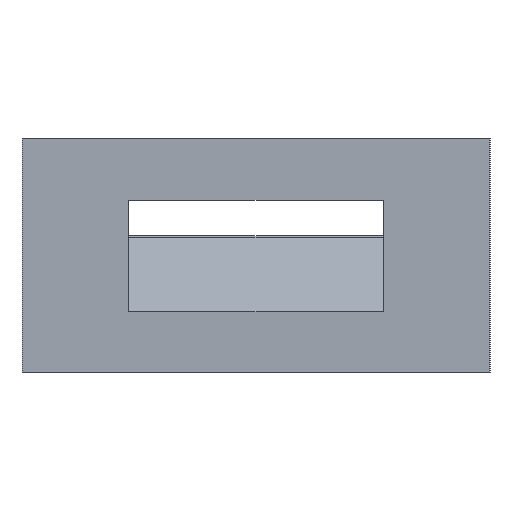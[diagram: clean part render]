
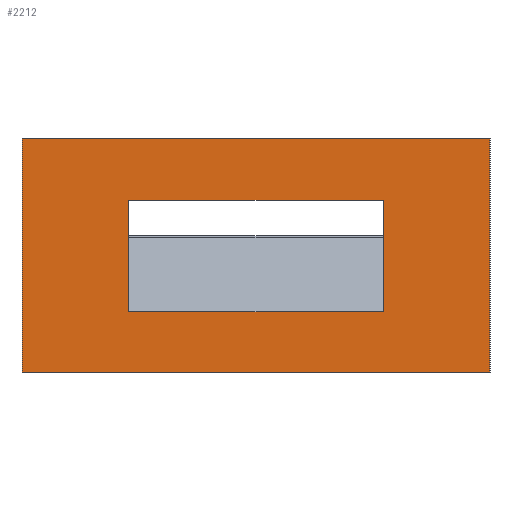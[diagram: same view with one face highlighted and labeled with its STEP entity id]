
A CAD part, left-side view. The second image highlights one B-rep face of the part: STEP entity #2212.
In plain terms, the highlighted planar face has unit normal (-1, 0, 0).
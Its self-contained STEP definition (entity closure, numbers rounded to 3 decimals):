
#154=ORIENTED_EDGE('',*,*,#767,.F.);
#155=ORIENTED_EDGE('',*,*,#768,.T.);
#156=ORIENTED_EDGE('',*,*,#697,.T.);
#157=ORIENTED_EDGE('',*,*,#769,.F.);
#158=ORIENTED_EDGE('',*,*,#755,.F.);
#159=ORIENTED_EDGE('',*,*,#766,.F.);
#160=ORIENTED_EDGE('',*,*,#764,.F.);
#161=ORIENTED_EDGE('',*,*,#757,.F.);
#697=EDGE_CURVE('',#1010,#1009,#1217,.T.);
#755=EDGE_CURVE('',#1064,#1065,#1275,.T.);
#757=EDGE_CURVE('',#1065,#1066,#1277,.T.);
#764=EDGE_CURVE('',#1066,#1071,#1284,.T.);
#766=EDGE_CURVE('',#1071,#1064,#1286,.T.);
#767=EDGE_CURVE('',#1072,#1073,#1287,.T.);
#768=EDGE_CURVE('',#1072,#1010,#1288,.T.);
#769=EDGE_CURVE('',#1073,#1009,#1289,.T.);
#1009=VERTEX_POINT('',#3141);
#1010=VERTEX_POINT('',#3143);
#1064=VERTEX_POINT('',#3256);
#1065=VERTEX_POINT('',#3258);
#1066=VERTEX_POINT('',#3262);
#1071=VERTEX_POINT('',#3275);
#1072=VERTEX_POINT('',#3281);
#1073=VERTEX_POINT('',#3282);
#1217=LINE('',#3142,#1525);
#1275=LINE('',#3257,#1583);
#1277=LINE('',#3261,#1585);
#1284=LINE('',#3274,#1592);
#1286=LINE('',#3278,#1594);
#1287=LINE('',#3280,#1595);
#1288=LINE('',#3283,#1596);
#1289=LINE('',#3284,#1597);
#1525=VECTOR('',#2526,1000.);
#1583=VECTOR('',#2588,1000.);
#1585=VECTOR('',#2592,1000.);
#1592=VECTOR('',#2601,1000.);
#1594=VECTOR('',#2605,1000.);
#1595=VECTOR('',#2608,1000.);
#1596=VECTOR('',#2609,1000.);
#1597=VECTOR('',#2610,1000.);
#1813=EDGE_LOOP('',(#154,#155,#156,#157));
#1814=EDGE_LOOP('',(#158,#159,#160,#161));
#1961=FACE_BOUND('',#1813,.T.);
#1962=FACE_BOUND('',#1814,.T.);
#2088=PLANE('',#2351);
#2212=ADVANCED_FACE('',(#1961,#1962),#2088,.F.);
#2351=AXIS2_PLACEMENT_3D('',#3279,#2606,#2607);
#2526=DIRECTION('',(0.,-1.,0.));
#2588=DIRECTION('',(0.,0.,1.));
#2592=DIRECTION('',(0.,-1.,0.));
#2601=DIRECTION('',(0.,0.,-1.));
#2605=DIRECTION('',(0.,1.,0.));
#2606=DIRECTION('',(1.,0.,0.));
#2607=DIRECTION('',(0.,0.,-1.));
#2608=DIRECTION('',(0.,-1.,0.));
#2609=DIRECTION('',(0.,0.,1.));
#2610=DIRECTION('',(0.,0.,1.));
#3141=CARTESIAN_POINT('',(-4.6,-2.5,-1.2));
#3142=CARTESIAN_POINT('',(-4.6,2.5,-1.2));
#3143=CARTESIAN_POINT('',(-4.6,2.5,-1.2));
#3256=CARTESIAN_POINT('',(-4.6,4.6,-4.6));
#3257=CARTESIAN_POINT('',(-4.6,4.6,-4.6));
#3258=CARTESIAN_POINT('',(-4.6,4.6,0.));
#3261=CARTESIAN_POINT('',(-4.6,4.6,0.));
#3262=CARTESIAN_POINT('',(-4.6,-4.6,0.));
#3274=CARTESIAN_POINT('',(-4.6,-4.6,0.));
#3275=CARTESIAN_POINT('',(-4.6,-4.6,-4.6));
#3278=CARTESIAN_POINT('',(-4.6,-4.6,-4.6));
#3279=CARTESIAN_POINT('',(-4.6,0.,0.));
#3280=CARTESIAN_POINT('',(-4.6,2.5,-3.4));
#3281=CARTESIAN_POINT('',(-4.6,2.5,-3.4));
#3282=CARTESIAN_POINT('',(-4.6,-2.5,-3.4));
#3283=CARTESIAN_POINT('',(-4.6,2.5,-3.4));
#3284=CARTESIAN_POINT('',(-4.6,-2.5,-3.4));
